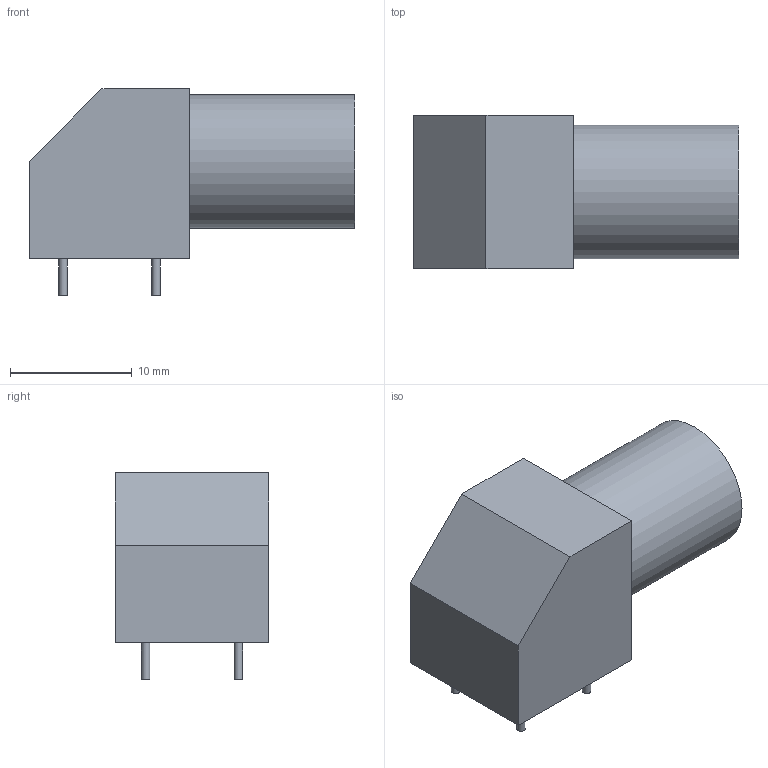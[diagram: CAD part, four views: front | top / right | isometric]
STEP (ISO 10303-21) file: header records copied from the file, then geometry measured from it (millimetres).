
FILE_DESCRIPTION(/* description */ (''),/* implementation_level */ '2;1');
FILE_NAME(/* name */ 'connecteur 12-30V-recenter.stp',/* time_stamp */ '2020-04-15T20:36:41-04:00',/* author */ ('huesof'),/* organization */ (''),/* preprocessor_version */ 'ST-DEVELOPER v18',/* originating_system */ 'Autodesk Inventor 2020',/* authorisation */ '');
FILE_SCHEMA (('AUTOMOTIVE_DESIGN { 1 0 10303 214 3 1 1 }'));
Length unit declared in the file: millimetre
Products named in the file (1): connecteur 12-30V-recenter
Bounding box: 26.8 x 12.6 x 17 mm (x, y, z)
Volume: 3398.7 mm3; surface area: 1471.1 mm2
Topology: 1 solids, 1 shells, 17 faces, 31 edges, 21 vertices
Faces by surface type: plane 12, cylinder 5
Full cylindrical faces by diameter (mm): 0.7 x4, 11 x1
Entity records: 465 total; most frequent: DIRECTION 78, CARTESIAN_POINT 70, ORIENTED_EDGE 62, EDGE_CURVE 31, AXIS2_PLACEMENT_3D 29, EDGE_LOOP 22, VERTEX_POINT 21, LINE 20
